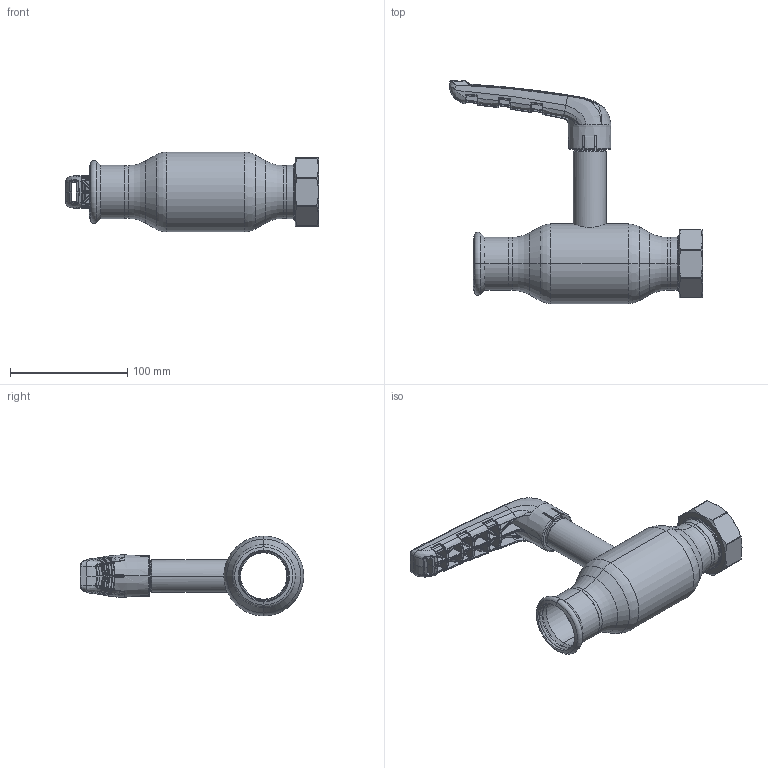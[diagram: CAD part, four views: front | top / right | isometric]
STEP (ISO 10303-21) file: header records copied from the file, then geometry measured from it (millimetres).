
FILE_DESCRIPTION (( 'STEP AP214' ), '1' );
FILE_NAME ('1040001401-xxxx.step', '2019-05-09T09:38:29', ( '' ), ( '' ), 'SwSTEP 2.0', 'SolidWorks 2017', '' );
FILE_SCHEMA (( 'AUTOMOTIVE_DESIGN' ));
Length unit declared in the file: millimetre
Products named in the file (1): 1040001401-xxxx
Bounding box: 215.55 x 190.31 x 68 mm (x, y, z)
Surface area: 84856.5 mm2 (no closed solid volume)
Topology: 0 solids, 13 shells, 812 faces, 2744 edges, 1797 vertices
Faces by surface type: bspline 642, plane 51, cylinder 48, cone 38, torus 25, sphere 8
Entity records: 61040 total; most frequent: CARTESIAN_POINT 34886, ORIENTED_EDGE 4288, EDGE_CURVE 2722, B_SPLINE_CURVE_WITH_KNOTS 1885, DIRECTION 1821, VERTEX_POINT 1795, EDGE_LOOP 827, AXIS2_PLACEMENT_3D 819
